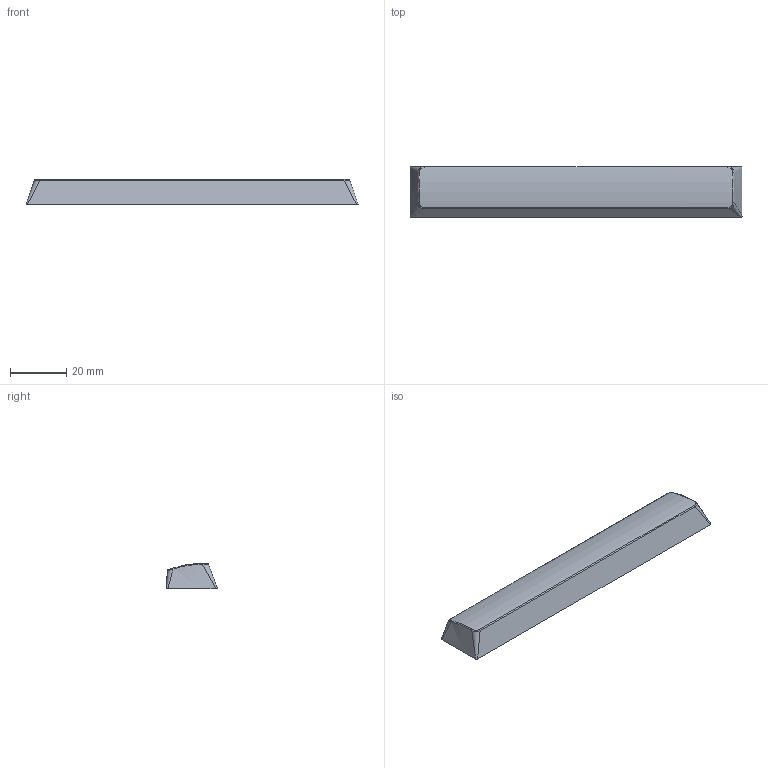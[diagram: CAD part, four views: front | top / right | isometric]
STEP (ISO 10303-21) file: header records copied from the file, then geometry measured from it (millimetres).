
FILE_DESCRIPTION(/* description */ (''),/* implementation_level */ '2;1');
FILE_NAME(/* name */ 'Convex_6.25u_v2.step',/* time_stamp */ '2021-08-17T23:45:35-04:00',/* author */ (''),/* organization */ (''),/* preprocessor_version */ 'ST-DEVELOPER v18.1',/* originating_system */ 'Autodesk Translation Framework v10.9.0.1377',/* authorisation */ '');
FILE_SCHEMA (('AUTOMOTIVE_DESIGN { 1 0 10303 214 3 1 1 }'));
Length unit declared in the file: millimetre
Products named in the file (1): Convex_6.25u
Bounding box: 118.11 x 18.1 x 8.92 mm (x, y, z)
Volume: 4882 mm3; surface area: 8842.5 mm2
Topology: 1 solids, 1 shells, 217 faces, 570 edges, 360 vertices
Faces by surface type: plane 178, bspline 34, cylinder 5
Full cylindrical faces by diameter (mm): 5.5 x4
Entity records: 8447 total; most frequent: CARTESIAN_POINT 3280, ORIENTED_EDGE 1140, DIRECTION 918, EDGE_CURVE 570, LINE 414, VECTOR 414, VERTEX_POINT 360, AXIS2_PLACEMENT_3D 252
